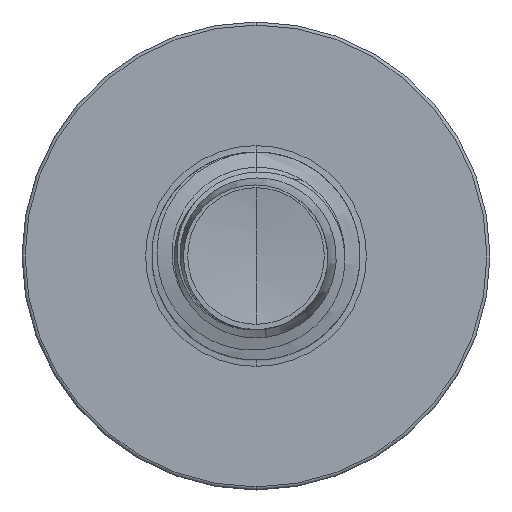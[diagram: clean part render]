
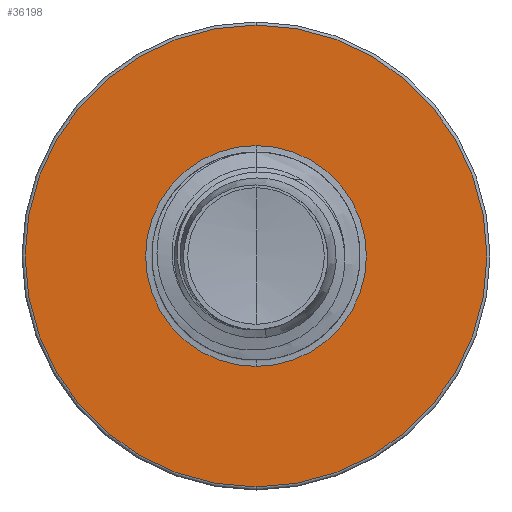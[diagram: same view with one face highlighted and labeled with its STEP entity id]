
A CAD part, front view. The second image highlights one B-rep face of the part: STEP entity #36198.
In plain terms, the highlighted planar face has unit normal (0, -1, 0).
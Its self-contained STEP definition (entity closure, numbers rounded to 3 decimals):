
#59 = AXIS2_PLACEMENT_3D ( 'NONE', #21870, #1834, #25135 ) ;
#289 = VERTEX_POINT ( 'NONE', #13663 ) ;
#1834 = DIRECTION ( 'NONE',  ( 0., 1., 0. ) ) ;
#2574 = PLANE ( 'NONE',  #16734 ) ;
#3283 = CARTESIAN_POINT ( 'NONE',  ( 0., 30., -3.186 ) ) ;
#6037 = CARTESIAN_POINT ( 'NONE',  ( 0., 30., 3.186 ) ) ;
#6635 = DIRECTION ( 'NONE',  ( 0., 1., 0. ) ) ;
#8094 = EDGE_LOOP ( 'NONE', ( #35836, #22045 ) ) ;
#8844 = ORIENTED_EDGE ( 'NONE', *, *, #29941, .F. ) ;
#10148 = CIRCLE ( 'NONE', #15309, 3.186 ) ;
#11114 = VERTEX_POINT ( 'NONE', #28057 ) ;
#11250 = CIRCLE ( 'NONE', #14983, 6.66 ) ;
#11575 = VERTEX_POINT ( 'NONE', #6037 ) ;
#13663 = CARTESIAN_POINT ( 'NONE',  ( 0., 30., -3.186 ) ) ;
#14320 = EDGE_LOOP ( 'NONE', ( #24513, #8844 ) ) ;
#14983 = AXIS2_PLACEMENT_3D ( 'NONE', #37888, #18671, #40966 ) ;
#15309 = AXIS2_PLACEMENT_3D ( 'NONE', #37801, #18572, #40885 ) ;
#16734 = AXIS2_PLACEMENT_3D ( 'NONE', #3283, #6635, #29751 ) ;
#18572 = DIRECTION ( 'NONE',  ( 0., 1., 0. ) ) ;
#18671 = DIRECTION ( 'NONE',  ( 0., 1., 0. ) ) ;
#19883 = DIRECTION ( 'NONE',  ( 0., 1., 0. ) ) ;
#21870 = CARTESIAN_POINT ( 'NONE',  ( 0., 30., 0. ) ) ;
#22045 = ORIENTED_EDGE ( 'NONE', *, *, #28827, .T. ) ;
#24513 = ORIENTED_EDGE ( 'NONE', *, *, #31768, .F. ) ;
#25135 = DIRECTION ( 'NONE',  ( 0., 0., 1. ) ) ;
#25714 = FACE_OUTER_BOUND ( 'NONE', #14320, .T. ) ;
#28057 = CARTESIAN_POINT ( 'NONE',  ( 0., 30., 6.66 ) ) ;
#28827 = EDGE_CURVE ( 'NONE', #289, #11575, #34303, .T. ) ;
#29751 = DIRECTION ( 'NONE',  ( 0., 0., 1. ) ) ;
#29941 = EDGE_CURVE ( 'NONE', #31775, #11114, #36731, .T. ) ;
#31548 = CARTESIAN_POINT ( 'NONE',  ( 0., 30., -6.66 ) ) ;
#31768 = EDGE_CURVE ( 'NONE', #11114, #31775, #11250, .T. ) ;
#31775 = VERTEX_POINT ( 'NONE', #31548 ) ;
#32238 = FACE_BOUND ( 'NONE', #8094, .T. ) ;
#34303 = CIRCLE ( 'NONE', #41044, 3.186 ) ;
#35562 = EDGE_CURVE ( 'NONE', #11575, #289, #10148, .T. ) ;
#35836 = ORIENTED_EDGE ( 'NONE', *, *, #35562, .T. ) ;
#36198 = ADVANCED_FACE ( 'NONE', ( #25714, #32238 ), #2574, .F. ) ;
#36731 = CIRCLE ( 'NONE', #59, 6.66 ) ;
#37801 = CARTESIAN_POINT ( 'NONE',  ( 0., 30., 0. ) ) ;
#37888 = CARTESIAN_POINT ( 'NONE',  ( 0., 30., 0. ) ) ;
#39046 = CARTESIAN_POINT ( 'NONE',  ( 0., 30., 0. ) ) ;
#40885 = DIRECTION ( 'NONE',  ( 0., 0., 1. ) ) ;
#40966 = DIRECTION ( 'NONE',  ( 0., 0., 1. ) ) ;
#41044 = AXIS2_PLACEMENT_3D ( 'NONE', #39046, #19883, #42100 ) ;
#42100 = DIRECTION ( 'NONE',  ( 0., 0., 1. ) ) ;
